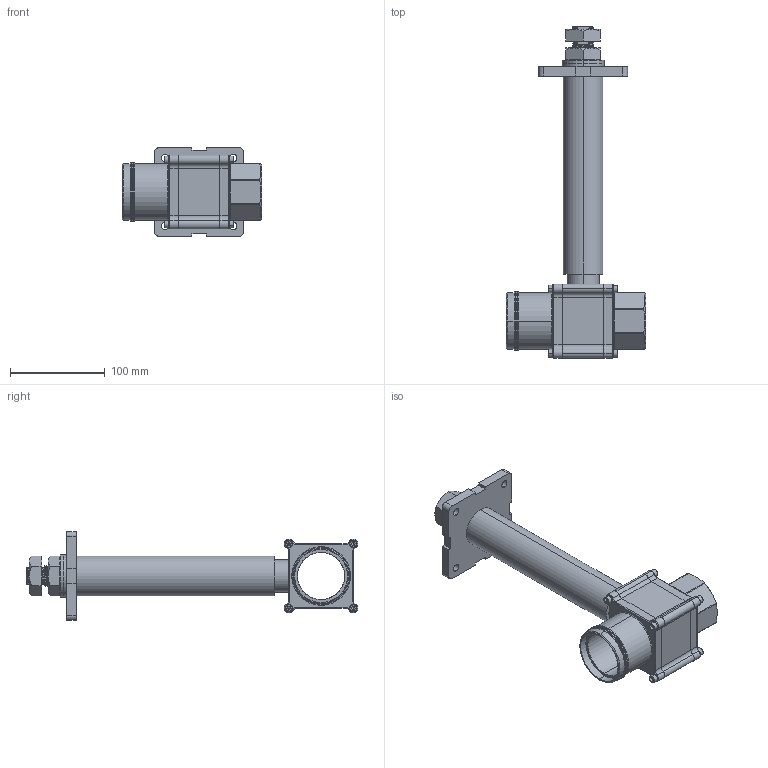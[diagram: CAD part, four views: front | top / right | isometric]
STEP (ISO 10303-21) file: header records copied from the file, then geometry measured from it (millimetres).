
FILE_DESCRIPTION (( 'STEP AP203' ), '1' );
FILE_NAME ('VCI-CRY-201H-900-2-NPT-SW_BS.STEP', '2025-06-06T13:29:15', ( '' ), ( '' ), 'SwSTEP 2.0', 'SolidWorks 2025', '' );
FILE_SCHEMA (( 'CONFIG_CONTROL_DESIGN' ));
Products named in the file (5): heavy hex jam nut_ai_HHJNUT 0.8750-14-B-N; VCI-CRY-201H-900-2-NPT-SW_BS; VCI-CRY-201H-900-2-NPT-SW; flat washer type a narrow_ai_Preferred Narrow FW 0.875; socket head cap screw_ai_HX-SHCS 0.19-24x0.25x0.25-N
Assembly tree (13 placements, depth 2):
  VCI-CRY-201H-900-2-NPT-SW_BS
    VCI-CRY-201H-900-2-NPT-SW
    socket head cap screw_ai_HX-SHCS 0.19-24x0.25x0.25-N  x8
    flat washer type a narrow_ai_Preferred Narrow FW 0.875  x2
    heavy hex jam nut_ai_HHJNUT 0.8750-14-B-N  x2
Bounding box: 147 x 351 x 94 mm (x, y, z)
Volume: 689562.1 mm3; surface area: 151716.7 mm2
Topology: 15 solids, 15 shells, 658 faces, 1615 edges, 1001 vertices
Faces by surface type: cylinder 235, plane 225, cone 72, bspline 72, torus 54
Entity records: 79801 total; most frequent: CARTESIAN_POINT 69143, ORIENTED_EDGE 2262, DIRECTION 1911, EDGE_CURVE 1131, AXIS2_PLACEMENT_3D 748, VERTEX_POINT 726, EDGE_LOOP 491, ADVANCED_FACE 433
